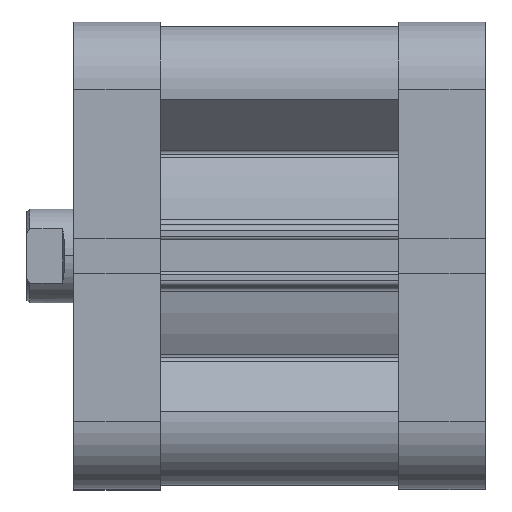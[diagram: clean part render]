
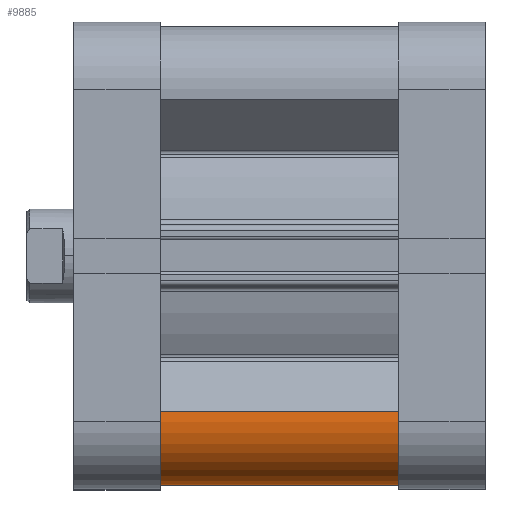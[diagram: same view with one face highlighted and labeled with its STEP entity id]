
A CAD part, top view. The second image highlights one B-rep face of the part: STEP entity #9885.
In plain terms, the highlighted cylindrical face has radius 10.75 mm (diameter 21.5 mm), a partial arc.
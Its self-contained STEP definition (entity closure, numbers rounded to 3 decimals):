
#12 = VERTEX_POINT ( 'NONE', #1644 ) ;
#13 = VERTEX_POINT ( 'NONE', #1645 ) ;
#39 = VERTEX_POINT ( 'NONE', #1671 ) ;
#1045 = LINE ( 'NONE', #2668, #1046 ) ;
#1046 = VECTOR ( 'NONE', #2669, 1000. ) ;
#1054 = LINE ( 'NONE', #2680, #1059 ) ;
#1059 = VECTOR ( 'NONE', #2683, 1000. ) ;
#1137 = CIRCLE ( 'NONE', #6080, 10.75 ) ;
#1305 = CIRCLE ( 'NONE', #6129, 10.75 ) ;
#1575 = VERTEX_POINT ( 'NONE', #2032 ) ;
#1644 = CARTESIAN_POINT ( 'NONE',  ( 26.479, -38.853, 40.5 ) ) ;
#1645 = CARTESIAN_POINT ( 'NONE',  ( 38.853, -26.479, 40.5 ) ) ;
#1671 = CARTESIAN_POINT ( 'NONE',  ( 26.479, -38.853, 0. ) ) ;
#2032 = CARTESIAN_POINT ( 'NONE',  ( 38.853, -26.479, 0. ) ) ;
#2668 = CARTESIAN_POINT ( 'NONE',  ( 26.479, -38.853, 40.5 ) ) ;
#2669 = DIRECTION ( 'NONE',  ( 0., 0., -1. ) ) ;
#2680 = CARTESIAN_POINT ( 'NONE',  ( 38.853, -26.479, 40.5 ) ) ;
#2683 = DIRECTION ( 'NONE',  ( 0., 0., -1. ) ) ;
#2788 = CARTESIAN_POINT ( 'NONE',  ( 28.25, -28.25, 0. ) ) ;
#2799 = DIRECTION ( 'NONE',  ( 0., 0., 1. ) ) ;
#2800 = DIRECTION ( 'NONE',  ( -1., 0., 0. ) ) ;
#3138 = CARTESIAN_POINT ( 'NONE',  ( 28.25, -28.25, 40.5 ) ) ;
#3147 = DIRECTION ( 'NONE',  ( 0., 0., 1. ) ) ;
#3148 = DIRECTION ( 'NONE',  ( -1., 0., 0. ) ) ;
#4942 = CYLINDRICAL_SURFACE ( 'NONE', #7954, 10.75 ) ;
#4945 = FACE_OUTER_BOUND ( 'NONE', #8665, .T. ) ;
#5430 = EDGE_CURVE ( 'NONE', #12, #39, #1045, .T. ) ;
#5437 = EDGE_CURVE ( 'NONE', #13, #1575, #1054, .T. ) ;
#5485 = EDGE_CURVE ( 'NONE', #39, #1575, #1137, .T. ) ;
#5595 = EDGE_CURVE ( 'NONE', #12, #13, #1305, .T. ) ;
#6080 = AXIS2_PLACEMENT_3D ( 'NONE', #2788, #2799, #2800 ) ;
#6129 = AXIS2_PLACEMENT_3D ( 'NONE', #3138, #3147, #3148 ) ;
#6338 = ORIENTED_EDGE ( 'NONE', *, *, #5595, .F. ) ;
#6401 = ORIENTED_EDGE ( 'NONE', *, *, #5485, .T. ) ;
#6423 = ORIENTED_EDGE ( 'NONE', *, *, #5437, .F. ) ;
#6426 = ORIENTED_EDGE ( 'NONE', *, *, #5430, .T. ) ;
#7261 = DIRECTION ( 'NONE',  ( -1., 0., 0. ) ) ;
#7262 = DIRECTION ( 'NONE',  ( 0., 0., -1. ) ) ;
#7263 = CARTESIAN_POINT ( 'NONE',  ( 28.25, -28.25, 40.5 ) ) ;
#7954 = AXIS2_PLACEMENT_3D ( 'NONE', #7263, #7262, #7261 ) ;
#8665 = EDGE_LOOP ( 'NONE', ( #6401, #6423, #6338, #6426 ) ) ;
#9885 = ADVANCED_FACE ( 'NONE', ( #4945 ), #4942, .T. ) ;
